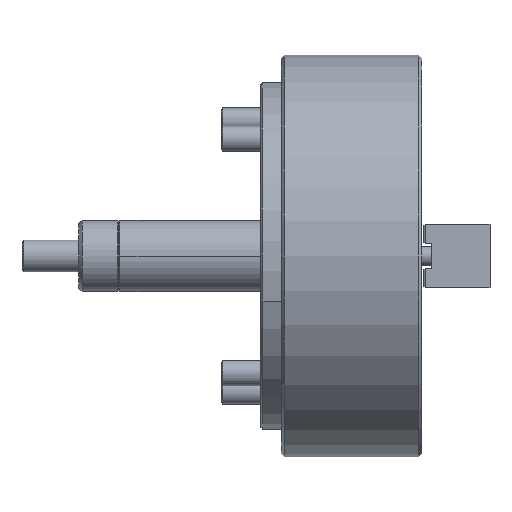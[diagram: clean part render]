
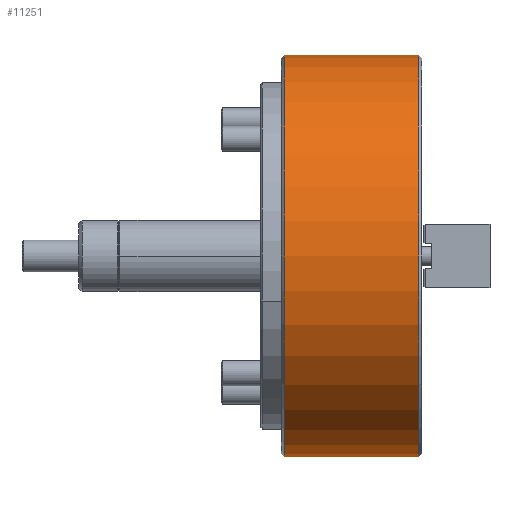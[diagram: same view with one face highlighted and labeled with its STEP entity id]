
A CAD part, front view. The second image highlights one B-rep face of the part: STEP entity #11251.
In plain terms, the highlighted cylindrical face has radius 127 mm (diameter 254 mm), a partial arc.
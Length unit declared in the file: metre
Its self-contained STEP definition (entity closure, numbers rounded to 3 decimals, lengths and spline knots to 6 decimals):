
#2618 = LINE ( 'NONE', #13211, #7649 ) ;
#5303 = VERTEX_POINT ( 'NONE', #18360 ) ;
#5373 = CARTESIAN_POINT ( 'NONE',  ( 0.002, 0., -0.127 ) ) ;
#5477 = AXIS2_PLACEMENT_3D ( 'NONE', #6673, #11747, #19207 ) ;
#6611 = DIRECTION ( 'NONE',  ( -1., 0., 0. ) ) ;
#6673 = CARTESIAN_POINT ( 'NONE',  ( 0.087, 0., 0. ) ) ;
#7649 = VECTOR ( 'NONE', #22961, 1. ) ;
#8533 = DIRECTION ( 'NONE',  ( 0., 0., -1. ) ) ;
#8913 = ORIENTED_EDGE ( 'NONE', *, *, #30330, .F. ) ;
#10506 = ORIENTED_EDGE ( 'NONE', *, *, #17781, .T. ) ;
#11251 = ADVANCED_FACE ( 'NONE', ( #25918 ), #30945, .T. ) ;
#11747 = DIRECTION ( 'NONE',  ( -1., 0., 0. ) ) ;
#12050 = VERTEX_POINT ( 'NONE', #27729 ) ;
#12131 = VECTOR ( 'NONE', #30033, 1. ) ;
#12686 = VERTEX_POINT ( 'NONE', #5373 ) ;
#13211 = CARTESIAN_POINT ( 'NONE',  ( 0., 0., 0.127 ) ) ;
#13665 = LINE ( 'NONE', #15181, #12131 ) ;
#15181 = CARTESIAN_POINT ( 'NONE',  ( 0., 0., -0.127 ) ) ;
#16072 = EDGE_CURVE ( 'NONE', #12050, #5303, #2618, .T. ) ;
#16635 = CARTESIAN_POINT ( 'NONE',  ( 0., 0., 0. ) ) ;
#17192 = VERTEX_POINT ( 'NONE', #31053 ) ;
#17781 = EDGE_CURVE ( 'NONE', #5303, #12686, #28065, .T. ) ;
#18360 = CARTESIAN_POINT ( 'NONE',  ( 0.002, 0., 0.127 ) ) ;
#19011 = EDGE_CURVE ( 'NONE', #17192, #12050, #20606, .T. ) ;
#19207 = DIRECTION ( 'NONE',  ( 0., 0., 1. ) ) ;
#20606 = CIRCLE ( 'NONE', #5477, 0.127 ) ;
#21386 = AXIS2_PLACEMENT_3D ( 'NONE', #23320, #23413, #8533 ) ;
#22951 = ORIENTED_EDGE ( 'NONE', *, *, #19011, .T. ) ;
#22961 = DIRECTION ( 'NONE',  ( -1., 0., 0. ) ) ;
#23320 = CARTESIAN_POINT ( 'NONE',  ( 0.002, 0., 0. ) ) ;
#23413 = DIRECTION ( 'NONE',  ( 1., 0., 0. ) ) ;
#23883 = DIRECTION ( 'NONE',  ( 0., 0., 1. ) ) ;
#25918 = FACE_OUTER_BOUND ( 'NONE', #27014, .T. ) ;
#27014 = EDGE_LOOP ( 'NONE', ( #8913, #22951, #30866, #10506 ) ) ;
#27186 = AXIS2_PLACEMENT_3D ( 'NONE', #16635, #6611, #23883 ) ;
#27729 = CARTESIAN_POINT ( 'NONE',  ( 0.087, 0., 0.127 ) ) ;
#28065 = CIRCLE ( 'NONE', #21386, 0.127 ) ;
#30033 = DIRECTION ( 'NONE',  ( -1., 0., 0. ) ) ;
#30330 = EDGE_CURVE ( 'NONE', #17192, #12686, #13665, .T. ) ;
#30866 = ORIENTED_EDGE ( 'NONE', *, *, #16072, .T. ) ;
#30945 = CYLINDRICAL_SURFACE ( 'NONE', #27186, 0.127 ) ;
#31053 = CARTESIAN_POINT ( 'NONE',  ( 0.087, 0., -0.127 ) ) ;
